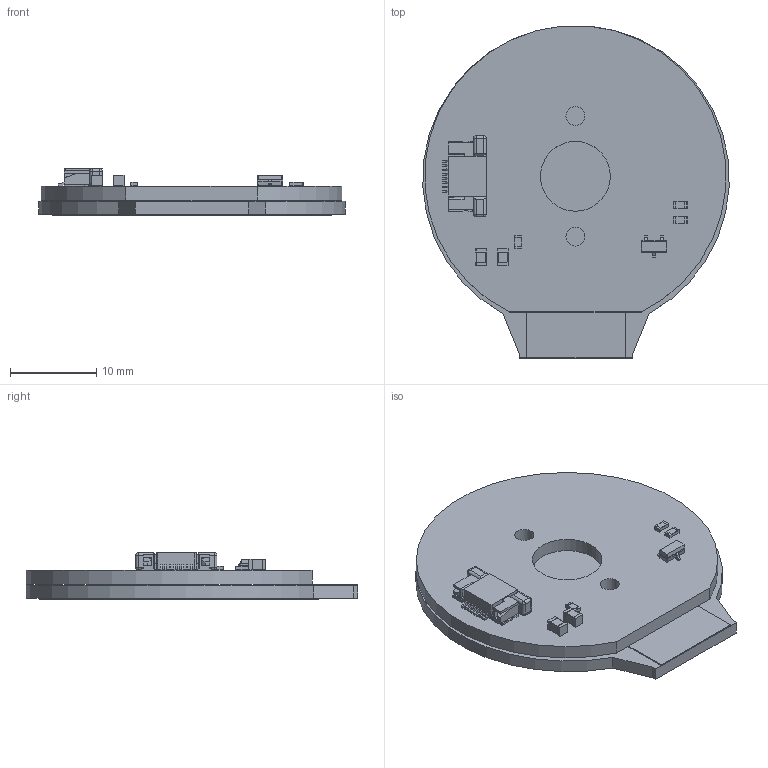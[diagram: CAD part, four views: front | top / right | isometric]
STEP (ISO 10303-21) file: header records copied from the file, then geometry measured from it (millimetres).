
FILE_DESCRIPTION(('KiCad electronic assembly'),'2;1');
FILE_NAME('espac-screen.step','2024-04-07T18:47:25',('Pcbnew'),('Kicad') ,'Open CASCADE STEP processor 7.7','KiCad to STEP converter','Unknown' );
FILE_SCHEMA(('AUTOMOTIVE_DESIGN { 1 0 10303 214 1 1 1 1 }'));
Length unit declared in the file: millimetre
Products named in the file (12): espac-screen 1; 1734839-8; R_0603_1608Metric; C_0805_2012Metric; TFT-Round-1.28; TFT-Round-1.28 v5; SOT-23; SOT_23; espac-screen_PCB
Assembly tree (14 placements, depth 3):
  espac-screen 1
    1734839-8
      1734839-8
    R_0603_1608Metric  x3
      R_0603_1608Metric
    C_0805_2012Metric  x2
      C_0805_2012Metric
    TFT-Round-1.28
      TFT-Round-1.28 v5
    SOT-23
      SOT_23
    espac-screen_PCB
Bounding box: 35.56 x 38.54 x 5.4 mm (x, y, z)
Volume: 3160.4 mm3; surface area: 4813.1 mm2
Topology: 10 solids, 10 shells, 493 faces, 1300 edges, 830 vertices
Faces by surface type: plane 354, cylinder 104, bspline 27, sphere 8
Full cylindrical faces by diameter (mm): 2.2 x2, 8.1 x1, 32.4 x1
Entity records: 13763 total; most frequent: CARTESIAN_POINT 2357, ORIENTED_EDGE 2184, DIRECTION 2004, EDGE_CURVE 1092, LINE 906, VECTOR 906, VERTEX_POINT 694, AXIS2_PLACEMENT_3D 549
